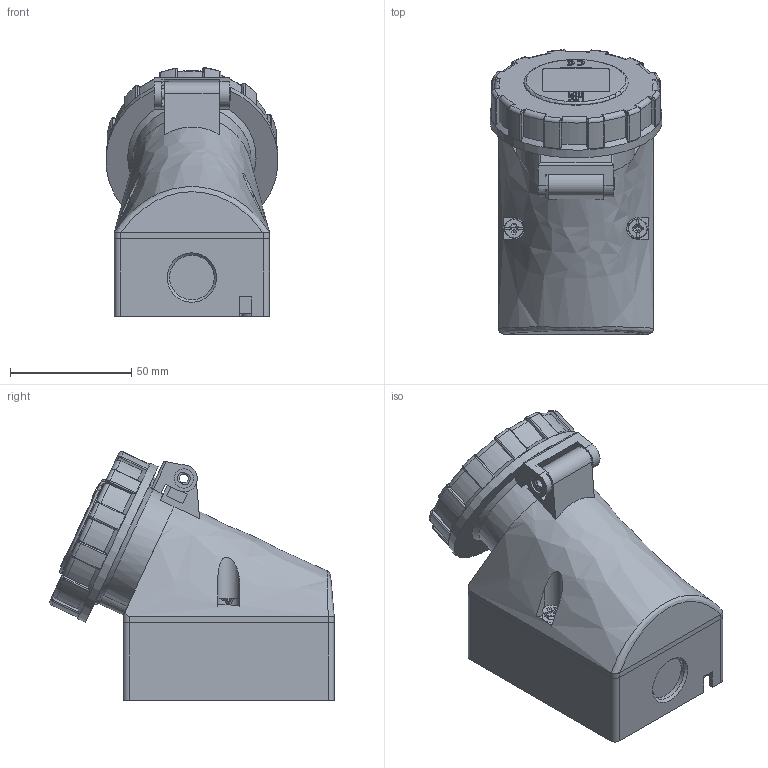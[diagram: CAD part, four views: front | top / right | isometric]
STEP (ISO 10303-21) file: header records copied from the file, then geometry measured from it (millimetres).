
FILE_DESCRIPTION(/* description */ (''),/* implementation_level */ '2;1');
FILE_NAME(/* name */ '1133.stp',/* time_stamp */ '2023-09-27T06:28:48+02:00',/* author */ ('mhost'),/* organization */ (''),/* preprocessor_version */ 'ST-DEVELOPER v17',/* originating_system */ 'Autodesk Inventor 2018',/* authorisation */ '');
FILE_SCHEMA (('AUTOMOTIVE_DESIGN { 1 0 10303 214 3 1 1 }'));
Length unit declared in the file: millimetre
Products named in the file (1): 1133
Bounding box: 70.85 x 117.19 x 102.49 mm (x, y, z)
Volume: 394921.6 mm3; surface area: 47766.3 mm2
Topology: 1 solids, 3 shells, 504 faces, 1373 edges, 896 vertices
Faces by surface type: plane 273, cylinder 141, bspline 38, torus 33, cone 13, sphere 6
Full cylindrical faces by diameter (mm): 3.45 x2, 3.7 x1, 4.1 x2, 4.3 x1, 4.4 x2, 8 x2, 18.376 x1, 21 x1, 41.2 x1, 43 x1, 71 x1
Entity records: 19349 total; most frequent: CARTESIAN_POINT 6231, ORIENTED_EDGE 2756, DIRECTION 2482, EDGE_CURVE 1378, VERTEX_POINT 896, AXIS2_PLACEMENT_3D 879, LINE 724, VECTOR 724
